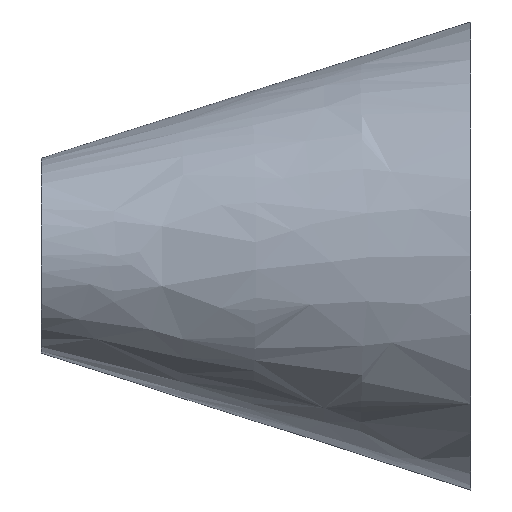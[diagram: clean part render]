
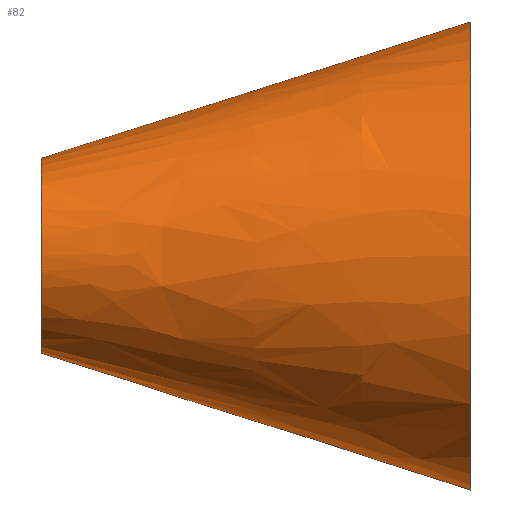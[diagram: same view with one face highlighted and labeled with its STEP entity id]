
A CAD part, front view. The second image highlights one B-rep face of the part: STEP entity #82.
In plain terms, the highlighted free-form (B-spline) face has degree [1, 2] with [2, 9] control points.
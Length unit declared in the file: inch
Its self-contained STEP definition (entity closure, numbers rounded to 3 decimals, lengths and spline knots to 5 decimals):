
#22=FACE_OUTER_BOUND('',#28,.T.);
#28=EDGE_LOOP('',(#71,#72,#73,#74,#75,#76));
#30=B_SPLINE_CURVE_WITH_KNOTS('',1,(#192,#193),.UNSPECIFIED.,.F.,.F.,(2,
2),(-2.01349,-0.02469),.UNSPECIFIED.);
#35=CIRCLE('',#108,3.);
#36=CIRCLE('',#109,3.);
#37=CIRCLE('',#111,1.25);
#38=CIRCLE('',#112,1.25);
#43=VERTEX_POINT('',#165);
#44=VERTEX_POINT('',#166);
#45=VERTEX_POINT('',#170);
#46=VERTEX_POINT('',#171);
#52=EDGE_CURVE('',#43,#44,#35,.T.);
#53=EDGE_CURVE('',#44,#43,#36,.T.);
#54=EDGE_CURVE('',#45,#46,#37,.T.);
#55=EDGE_CURVE('',#46,#45,#38,.T.);
#56=EDGE_CURVE('',#46,#44,#30,.T.);
#71=ORIENTED_EDGE('',*,*,#54,.T.);
#72=ORIENTED_EDGE('',*,*,#56,.T.);
#73=ORIENTED_EDGE('',*,*,#53,.T.);
#74=ORIENTED_EDGE('',*,*,#52,.T.);
#75=ORIENTED_EDGE('',*,*,#56,.F.);
#76=ORIENTED_EDGE('',*,*,#55,.T.);
#78=(
BOUNDED_SURFACE()
B_SPLINE_SURFACE(1,2,((#174,#175,#176,#177,#178,#179,#180,#181,#182),(#183,
#184,#185,#186,#187,#188,#189,#190,#191)),.UNSPECIFIED.,.F.,.T.,.F.)
B_SPLINE_SURFACE_WITH_KNOTS((2,2),(3,2,2,2,3),(-0.2968,2.12453),
(-3.14159,-1.5708,0.,1.5708,3.14159),
 .UNSPECIFIED.)
GEOMETRIC_REPRESENTATION_ITEM()
RATIONAL_B_SPLINE_SURFACE(((1.,0.707,1.,0.707,1.,
0.707,1.,0.707,1.),(1.,0.707,1.,0.707,
1.,0.707,1.,0.707,1.)))
REPRESENTATION_ITEM('')
SURFACE()
);
#82=ADVANCED_FACE('',(#22),#78,.F.);
#108=AXIS2_PLACEMENT_3D('',#167,#125,#126);
#109=AXIS2_PLACEMENT_3D('',#168,#127,#128);
#111=AXIS2_PLACEMENT_3D('',#172,#131,#132);
#112=AXIS2_PLACEMENT_3D('',#173,#133,#134);
#125=DIRECTION('center_axis',(-1.,0.,0.));
#126=DIRECTION('ref_axis',(0.,-1.,0.));
#127=DIRECTION('center_axis',(-1.,0.,0.));
#128=DIRECTION('ref_axis',(0.,-1.,0.));
#131=DIRECTION('center_axis',(1.,0.,0.));
#132=DIRECTION('ref_axis',(0.,-1.,0.));
#133=DIRECTION('center_axis',(1.,0.,0.));
#134=DIRECTION('ref_axis',(0.,-1.,0.));
#165=CARTESIAN_POINT('',(5.5,-1.25,0.));
#166=CARTESIAN_POINT('',(5.5,1.49561,2.98919));
#167=CARTESIAN_POINT('Origin',(5.5,1.75,0.));
#168=CARTESIAN_POINT('Origin',(5.5,1.75,0.));
#170=CARTESIAN_POINT('',(0.,-1.25,0.));
#171=CARTESIAN_POINT('',(0.,-0.106,1.2455));
#172=CARTESIAN_POINT('Origin',(0.,0.,0.));
#173=CARTESIAN_POINT('Origin',(0.,0.,0.));
#174=CARTESIAN_POINT('Ctrl Pts',(6.38909,1.75451,3.27107));
#175=CARTESIAN_POINT('Ctrl Pts',(5.51417,4.75902,3.27107));
#176=CARTESIAN_POINT('Ctrl Pts',(5.51417,4.75902,0.));
#177=CARTESIAN_POINT('Ctrl Pts',(5.51417,4.75902,-3.27107));
#178=CARTESIAN_POINT('Ctrl Pts',(6.38909,1.75451,-3.27107));
#179=CARTESIAN_POINT('Ctrl Pts',(7.264,-1.25,-3.27107));
#180=CARTESIAN_POINT('Ctrl Pts',(7.264,-1.25,0.));
#181=CARTESIAN_POINT('Ctrl Pts',(7.264,-1.25,3.27107));
#182=CARTESIAN_POINT('Ctrl Pts',(6.38909,1.75451,3.27107));
#183=CARTESIAN_POINT('Ctrl Pts',(-0.30709,-0.19542,
1.14814));
#184=CARTESIAN_POINT('Ctrl Pts',(-0.61419,0.85915,1.14814));
#185=CARTESIAN_POINT('Ctrl Pts',(-0.61419,0.85915,0.));
#186=CARTESIAN_POINT('Ctrl Pts',(-0.61419,0.85915,-1.14814));
#187=CARTESIAN_POINT('Ctrl Pts',(-0.30709,-0.19542,
-1.14814));
#188=CARTESIAN_POINT('Ctrl Pts',(0.,-1.25,-1.14814));
#189=CARTESIAN_POINT('Ctrl Pts',(0.,-1.25,0.));
#190=CARTESIAN_POINT('Ctrl Pts',(0.,-1.25,1.14814));
#191=CARTESIAN_POINT('Ctrl Pts',(-0.30709,-0.19542,
1.14814));
#192=CARTESIAN_POINT('Ctrl Pts',(0.,-0.106,
1.2455));
#193=CARTESIAN_POINT('Ctrl Pts',(5.5,1.49561,2.98919));
